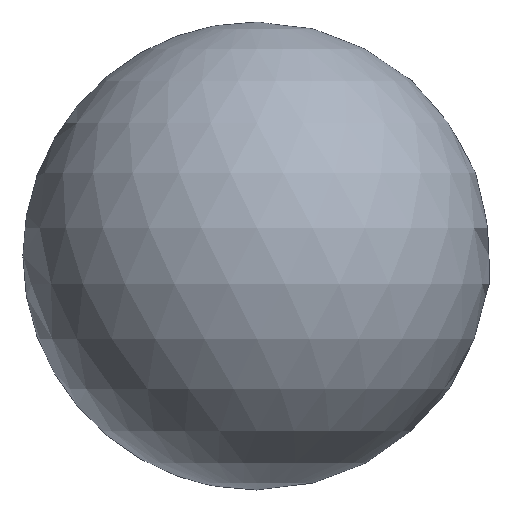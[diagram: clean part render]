
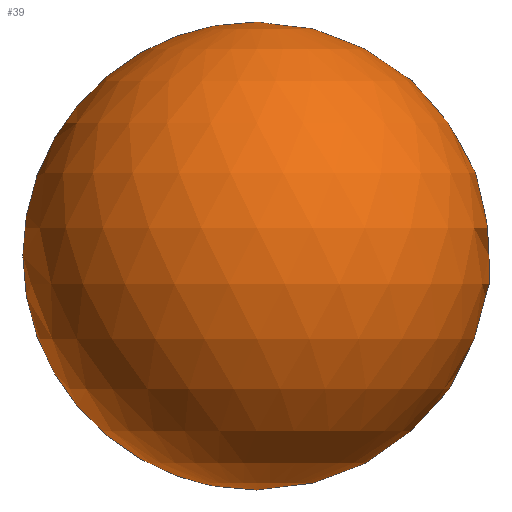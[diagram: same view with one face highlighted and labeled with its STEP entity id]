
A CAD part, front view. The second image highlights one B-rep face of the part: STEP entity #39.
In plain terms, the highlighted spherical face has radius 5 mm.
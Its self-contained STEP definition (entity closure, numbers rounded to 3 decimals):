
#16=FACE_BOUND('',#20,.T.);
#17=FACE_OUTER_BOUND('',#19,.T.);
#19=EDGE_LOOP('',(#32,#33));
#20=EDGE_LOOP('',(#34));
#22=CIRCLE('',#56,5.);
#23=CIRCLE('',#57,4.96);
#25=VERTEX_POINT('',#71);
#26=VERTEX_POINT('',#72);
#27=VERTEX_POINT('',#74);
#29=EDGE_CURVE('',#25,#26,#22,.T.);
#30=EDGE_CURVE('',#27,#27,#23,.T.);
#32=ORIENTED_EDGE('',*,*,#29,.T.);
#33=ORIENTED_EDGE('',*,*,#29,.F.);
#34=ORIENTED_EDGE('',*,*,#30,.F.);
#38=SPHERICAL_SURFACE('',#55,5.);
#39=ADVANCED_FACE('',(#17,#16),#38,.T.);
#55=AXIS2_PLACEMENT_3D('',#70,#61,#62);
#56=AXIS2_PLACEMENT_3D('',#73,#63,#64);
#57=AXIS2_PLACEMENT_3D('',#75,#65,#66);
#61=DIRECTION('center_axis',(0.,0.,1.));
#62=DIRECTION('ref_axis',(1.,0.,0.));
#63=DIRECTION('center_axis',(0.,-1.,0.));
#64=DIRECTION('ref_axis',(-1.,0.,0.));
#65=DIRECTION('center_axis',(0.,1.,0.));
#66=DIRECTION('ref_axis',(1.,0.,0.));
#70=CARTESIAN_POINT('Origin',(0.,0.,0.));
#71=CARTESIAN_POINT('',(0.,0.,5.));
#72=CARTESIAN_POINT('',(0.,0.,-5.));
#73=CARTESIAN_POINT('Origin',(0.,0.,0.));
#74=CARTESIAN_POINT('',(0.,0.63,-4.96));
#75=CARTESIAN_POINT('Origin',(0.,0.63,0.));
